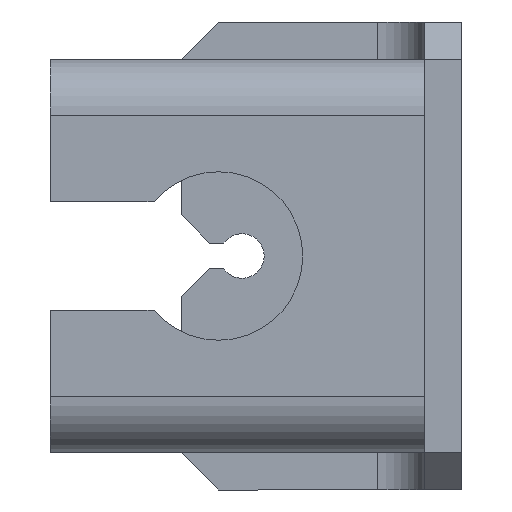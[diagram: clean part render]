
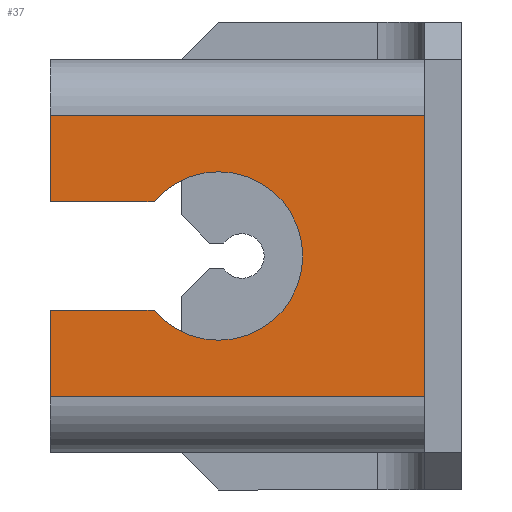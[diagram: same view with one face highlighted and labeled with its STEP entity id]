
A CAD part, left-side view. The second image highlights one B-rep face of the part: STEP entity #37.
In plain terms, the highlighted planar face has unit normal (-1, 0, 0).
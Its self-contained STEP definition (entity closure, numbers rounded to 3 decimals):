
#7 = CARTESIAN_POINT ( 'NONE',  ( -120., 44., -15. ) ) ;
#8 = CIRCLE ( 'NONE', #606, 9. ) ;
#25 = CARTESIAN_POINT ( 'NONE',  ( -120., 4., 15. ) ) ;
#30 = AXIS2_PLACEMENT_3D ( 'NONE', #1378, #1400, #1093 ) ;
#37 = ADVANCED_FACE ( 'NONE', ( #1432 ), #1197, .T. ) ;
#40 = DIRECTION ( 'NONE',  ( 0., 0., 1. ) ) ;
#41 = ORIENTED_EDGE ( 'NONE', *, *, #622, .T. ) ;
#56 = VERTEX_POINT ( 'NONE', #1190 ) ;
#68 = VECTOR ( 'NONE', #1118, 1000. ) ;
#75 = ORIENTED_EDGE ( 'NONE', *, *, #1099, .T. ) ;
#97 = ORIENTED_EDGE ( 'NONE', *, *, #1117, .T. ) ;
#109 = ORIENTED_EDGE ( 'NONE', *, *, #281, .F. ) ;
#138 = VECTOR ( 'NONE', #1357, 1000. ) ;
#196 = VERTEX_POINT ( 'NONE', #299 ) ;
#207 = DIRECTION ( 'NONE',  ( -1., 0., 0. ) ) ;
#213 = EDGE_CURVE ( 'NONE', #1292, #677, #684, .T. ) ;
#218 = EDGE_CURVE ( 'NONE', #196, #490, #1230, .T. ) ;
#240 = AXIS2_PLACEMENT_3D ( 'NONE', #432, #679, #947 ) ;
#255 = VECTOR ( 'NONE', #1050, 1000. ) ;
#267 = DIRECTION ( 'NONE',  ( 0., -1., 0. ) ) ;
#281 = EDGE_CURVE ( 'NONE', #475, #355, #1110, .T. ) ;
#299 = CARTESIAN_POINT ( 'NONE',  ( -120., 44., -5.79 ) ) ;
#355 = VERTEX_POINT ( 'NONE', #25 ) ;
#365 = EDGE_CURVE ( 'NONE', #355, #968, #505, .T. ) ;
#367 = VECTOR ( 'NONE', #628, 1000. ) ;
#388 = CARTESIAN_POINT ( 'NONE',  ( -120., 44., -5.79 ) ) ;
#405 = LINE ( 'NONE', #1104, #68 ) ;
#422 = CARTESIAN_POINT ( 'NONE',  ( -120., 26., 9. ) ) ;
#432 = CARTESIAN_POINT ( 'NONE',  ( -120., 26., 0. ) ) ;
#440 = CARTESIAN_POINT ( 'NONE',  ( -120., 4., -15. ) ) ;
#475 = VERTEX_POINT ( 'NONE', #831 ) ;
#490 = VERTEX_POINT ( 'NONE', #616 ) ;
#505 = LINE ( 'NONE', #440, #138 ) ;
#527 = EDGE_CURVE ( 'NONE', #1122, #1292, #815, .T. ) ;
#556 = DIRECTION ( 'NONE',  ( 1., 0., 0. ) ) ;
#558 = CARTESIAN_POINT ( 'NONE',  ( -120., 44., -15. ) ) ;
#577 = EDGE_CURVE ( 'NONE', #1122, #1151, #405, .T. ) ;
#606 = AXIS2_PLACEMENT_3D ( 'NONE', #1200, #556, #1328 ) ;
#614 = LINE ( 'NONE', #388, #1491 ) ;
#616 = CARTESIAN_POINT ( 'NONE',  ( -120., 44., -15. ) ) ;
#622 = EDGE_CURVE ( 'NONE', #475, #1151, #1261, .T. ) ;
#628 = DIRECTION ( 'NONE',  ( 0., 0., -1. ) ) ;
#669 = CARTESIAN_POINT ( 'NONE',  ( -120., 44., -15. ) ) ;
#677 = VERTEX_POINT ( 'NONE', #1203 ) ;
#679 = DIRECTION ( 'NONE',  ( 1., 0., 0. ) ) ;
#684 = CIRCLE ( 'NONE', #240, 9. ) ;
#689 = DIRECTION ( 'NONE',  ( 0., 0., -1. ) ) ;
#707 = EDGE_LOOP ( 'NONE', ( #1305, #1459, #850, #75, #1522, #97, #989, #109, #41, #1335 ) ) ;
#815 = CIRCLE ( 'NONE', #30, 9. ) ;
#831 = CARTESIAN_POINT ( 'NONE',  ( -120., 44., 15. ) ) ;
#850 = ORIENTED_EDGE ( 'NONE', *, *, #1298, .T. ) ;
#892 = CARTESIAN_POINT ( 'NONE',  ( -120., 44., -15. ) ) ;
#900 = VECTOR ( 'NONE', #689, 1000. ) ;
#940 = DIRECTION ( 'NONE',  ( 0., 1., 0. ) ) ;
#944 = CARTESIAN_POINT ( 'NONE',  ( -120., 32.89, 5.79 ) ) ;
#947 = DIRECTION ( 'NONE',  ( 0., 0., 1. ) ) ;
#968 = VERTEX_POINT ( 'NONE', #1529 ) ;
#989 = ORIENTED_EDGE ( 'NONE', *, *, #365, .F. ) ;
#1050 = DIRECTION ( 'NONE',  ( 0., -1., 0. ) ) ;
#1059 = CARTESIAN_POINT ( 'NONE',  ( -120., 44., 5.79 ) ) ;
#1093 = DIRECTION ( 'NONE',  ( 0., 0., 1. ) ) ;
#1099 = EDGE_CURVE ( 'NONE', #56, #196, #614, .T. ) ;
#1104 = CARTESIAN_POINT ( 'NONE',  ( -120., 44., 5.79 ) ) ;
#1106 = VECTOR ( 'NONE', #267, 1000. ) ;
#1110 = LINE ( 'NONE', #1422, #255 ) ;
#1117 = EDGE_CURVE ( 'NONE', #490, #968, #1144, .T. ) ;
#1118 = DIRECTION ( 'NONE',  ( 0., 1., 0. ) ) ;
#1122 = VERTEX_POINT ( 'NONE', #944 ) ;
#1144 = LINE ( 'NONE', #7, #1106 ) ;
#1151 = VERTEX_POINT ( 'NONE', #1059 ) ;
#1169 = AXIS2_PLACEMENT_3D ( 'NONE', #892, #207, #40 ) ;
#1190 = CARTESIAN_POINT ( 'NONE',  ( -120., 32.89, -5.79 ) ) ;
#1197 = PLANE ( 'NONE',  #1169 ) ;
#1200 = CARTESIAN_POINT ( 'NONE',  ( -120., 26., 0. ) ) ;
#1203 = CARTESIAN_POINT ( 'NONE',  ( -120., 26., -9. ) ) ;
#1230 = LINE ( 'NONE', #669, #900 ) ;
#1261 = LINE ( 'NONE', #558, #367 ) ;
#1292 = VERTEX_POINT ( 'NONE', #422 ) ;
#1298 = EDGE_CURVE ( 'NONE', #677, #56, #8, .T. ) ;
#1305 = ORIENTED_EDGE ( 'NONE', *, *, #527, .T. ) ;
#1328 = DIRECTION ( 'NONE',  ( 0., 0., 1. ) ) ;
#1335 = ORIENTED_EDGE ( 'NONE', *, *, #577, .F. ) ;
#1357 = DIRECTION ( 'NONE',  ( 0., 0., -1. ) ) ;
#1378 = CARTESIAN_POINT ( 'NONE',  ( -120., 26., 0. ) ) ;
#1400 = DIRECTION ( 'NONE',  ( 1., 0., 0. ) ) ;
#1422 = CARTESIAN_POINT ( 'NONE',  ( -120., 44., 15. ) ) ;
#1432 = FACE_OUTER_BOUND ( 'NONE', #707, .T. ) ;
#1459 = ORIENTED_EDGE ( 'NONE', *, *, #213, .T. ) ;
#1491 = VECTOR ( 'NONE', #940, 1000. ) ;
#1522 = ORIENTED_EDGE ( 'NONE', *, *, #218, .T. ) ;
#1529 = CARTESIAN_POINT ( 'NONE',  ( -120., 4., -15. ) ) ;
